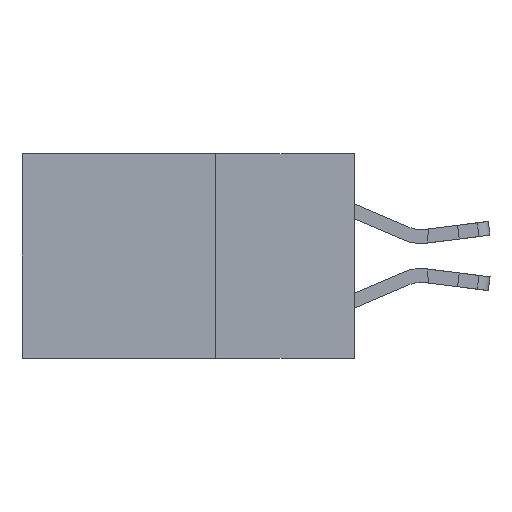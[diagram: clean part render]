
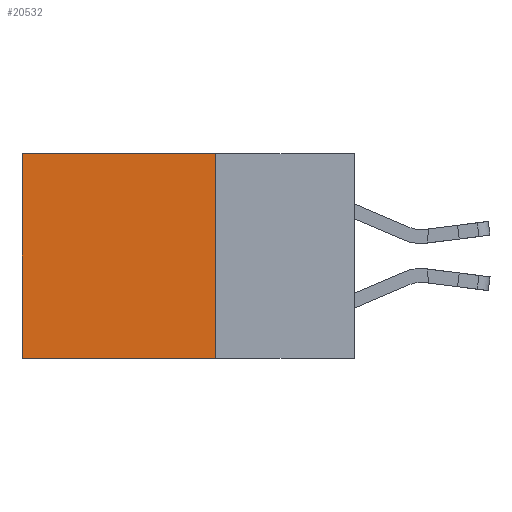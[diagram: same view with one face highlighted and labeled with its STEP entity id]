
A CAD part, left-side view. The second image highlights one B-rep face of the part: STEP entity #20532.
In plain terms, the highlighted planar face has unit normal (-1, 0, 0).
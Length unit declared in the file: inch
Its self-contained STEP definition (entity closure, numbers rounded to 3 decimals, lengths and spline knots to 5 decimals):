
#1174 = LINE ( 'NONE', #4850, #8643 ) ;
#2054 = LINE ( 'NONE', #21180, #23590 ) ;
#2143 = CARTESIAN_POINT ( 'NONE',  ( 0.298, 0.6, -0.37 ) ) ;
#2536 = EDGE_CURVE ( 'NONE', #24364, #20794, #2054, .T. ) ;
#2631 = ORIENTED_EDGE ( 'NONE', *, *, #21192, .T. ) ;
#2826 = DIRECTION ( 'NONE',  ( 0., 0., -1. ) ) ;
#3292 = CARTESIAN_POINT ( 'NONE',  ( 0.298, 0.25, 0. ) ) ;
#3303 = FACE_OUTER_BOUND ( 'NONE', #4754, .T. ) ;
#4324 = ORIENTED_EDGE ( 'NONE', *, *, #5574, .F. ) ;
#4754 = EDGE_LOOP ( 'NONE', ( #2631, #16633, #4324, #26980 ) ) ;
#4850 = CARTESIAN_POINT ( 'NONE',  ( 0.298, 0.6, 0. ) ) ;
#5531 = LINE ( 'NONE', #3292, #21502 ) ;
#5574 = EDGE_CURVE ( 'NONE', #10547, #24364, #25382, .T. ) ;
#8643 = VECTOR ( 'NONE', #10662, 39.37008 ) ;
#8822 = PLANE ( 'NONE',  #15436 ) ;
#10036 = EDGE_CURVE ( 'NONE', #10547, #10193, #5531, .T. ) ;
#10193 = VERTEX_POINT ( 'NONE', #26149 ) ;
#10547 = VERTEX_POINT ( 'NONE', #13732 ) ;
#10662 = DIRECTION ( 'NONE',  ( 0., 0., -1. ) ) ;
#13495 = CARTESIAN_POINT ( 'NONE',  ( 0.298, 0.25, 0. ) ) ;
#13732 = CARTESIAN_POINT ( 'NONE',  ( 0.298, 0.25, 0. ) ) ;
#13820 = DIRECTION ( 'NONE',  ( 0., 0., -1. ) ) ;
#15436 = AXIS2_PLACEMENT_3D ( 'NONE', #23417, #25506, #13820 ) ;
#16633 = ORIENTED_EDGE ( 'NONE', *, *, #2536, .F. ) ;
#19945 = DIRECTION ( 'NONE',  ( 0., 1., 0. ) ) ;
#20532 = ADVANCED_FACE ( 'NONE', ( #3303 ), #8822, .F. ) ;
#20794 = VERTEX_POINT ( 'NONE', #2143 ) ;
#21123 = VECTOR ( 'NONE', #2826, 39.37008 ) ;
#21131 = CARTESIAN_POINT ( 'NONE',  ( 0.298, 0.25, -0.37 ) ) ;
#21180 = CARTESIAN_POINT ( 'NONE',  ( 0.298, 0.25, -0.37 ) ) ;
#21192 = EDGE_CURVE ( 'NONE', #10193, #20794, #1174, .T. ) ;
#21502 = VECTOR ( 'NONE', #19945, 39.37008 ) ;
#23397 = DIRECTION ( 'NONE',  ( 0., 1., 0. ) ) ;
#23417 = CARTESIAN_POINT ( 'NONE',  ( 0.298, 0.25, 0. ) ) ;
#23590 = VECTOR ( 'NONE', #23397, 39.37008 ) ;
#24364 = VERTEX_POINT ( 'NONE', #21131 ) ;
#25382 = LINE ( 'NONE', #13495, #21123 ) ;
#25506 = DIRECTION ( 'NONE',  ( 1., 0., 0. ) ) ;
#26149 = CARTESIAN_POINT ( 'NONE',  ( 0.298, 0.6, 0. ) ) ;
#26980 = ORIENTED_EDGE ( 'NONE', *, *, #10036, .T. ) ;
